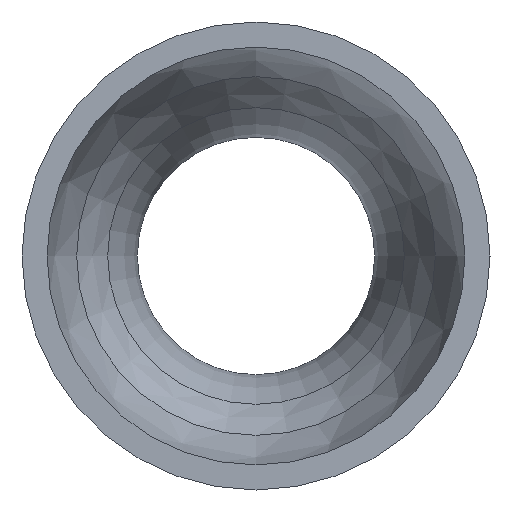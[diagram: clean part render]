
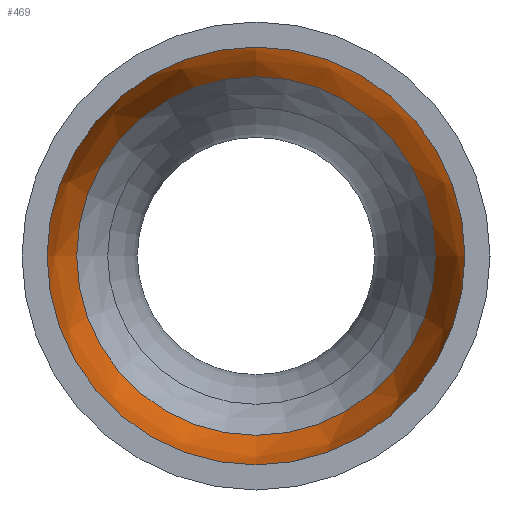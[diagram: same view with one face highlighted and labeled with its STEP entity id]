
A CAD part, left-side view. The second image highlights one B-rep face of the part: STEP entity #469.
In plain terms, the highlighted free-form (B-spline) face has degree [2, 2] with [3, 9] control points.
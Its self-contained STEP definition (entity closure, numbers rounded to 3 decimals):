
#18=(
BOUNDED_SURFACE()
B_SPLINE_SURFACE(2,2,((#922,#923,#924,#925,#926,#927,#928,#929,#930),(#931,
#932,#933,#934,#935,#936,#937,#938,#939),(#940,#941,#942,#943,#944,#945,
#946,#947,#948)),.UNSPECIFIED.,.F.,.T.,.F.)
B_SPLINE_SURFACE_WITH_KNOTS((3,3),(3,2,2,2,3),(0.,0.462),
(-3.142,-1.571,0.,1.571,3.142),
 .UNSPECIFIED.)
GEOMETRIC_REPRESENTATION_ITEM()
RATIONAL_B_SPLINE_SURFACE(((1.,0.707,1.,0.707,1.,
0.707,1.,0.707,1.),(0.973,0.688,
0.973,0.688,0.973,0.688,0.973,
0.688,0.973),(1.,0.707,1.,0.707,
1.,0.707,1.,0.707,1.)))
REPRESENTATION_ITEM('')
SURFACE()
);
#70=FACE_OUTER_BOUND('',#91,.T.);
#91=EDGE_LOOP('',(#425,#426,#427,#428,#429,#430,#431,#432));
#151=CIRCLE('',#565,10.728);
#152=CIRCLE('',#566,10.728);
#153=CIRCLE('',#567,10.728);
#154=CIRCLE('',#568,16.9);
#155=CIRCLE('',#569,12.5);
#156=CIRCLE('',#570,12.5);
#157=CIRCLE('',#571,12.5);
#208=VERTEX_POINT('',#915);
#209=VERTEX_POINT('',#917);
#210=VERTEX_POINT('',#919);
#211=VERTEX_POINT('',#949);
#212=VERTEX_POINT('',#951);
#213=VERTEX_POINT('',#953);
#282=EDGE_CURVE('',#209,#208,#151,.T.);
#283=EDGE_CURVE('',#210,#209,#152,.T.);
#284=EDGE_CURVE('',#208,#210,#153,.T.);
#285=EDGE_CURVE('',#209,#211,#154,.T.);
#286=EDGE_CURVE('',#212,#211,#155,.T.);
#287=EDGE_CURVE('',#213,#212,#156,.T.);
#288=EDGE_CURVE('',#211,#213,#157,.T.);
#425=ORIENTED_EDGE('',*,*,#283,.T.);
#426=ORIENTED_EDGE('',*,*,#285,.T.);
#427=ORIENTED_EDGE('',*,*,#286,.F.);
#428=ORIENTED_EDGE('',*,*,#287,.F.);
#429=ORIENTED_EDGE('',*,*,#288,.F.);
#430=ORIENTED_EDGE('',*,*,#285,.F.);
#431=ORIENTED_EDGE('',*,*,#282,.T.);
#432=ORIENTED_EDGE('',*,*,#284,.T.);
#469=ADVANCED_FACE('',(#70),#18,.T.);
#565=AXIS2_PLACEMENT_3D('',#918,#734,#735);
#566=AXIS2_PLACEMENT_3D('',#920,#736,#737);
#567=AXIS2_PLACEMENT_3D('',#921,#738,#739);
#568=AXIS2_PLACEMENT_3D('',#950,#740,#741);
#569=AXIS2_PLACEMENT_3D('',#952,#742,#743);
#570=AXIS2_PLACEMENT_3D('',#954,#744,#745);
#571=AXIS2_PLACEMENT_3D('',#955,#746,#747);
#734=DIRECTION('center_axis',(1.,0.,0.));
#735=DIRECTION('ref_axis',(0.,1.,0.));
#736=DIRECTION('center_axis',(1.,0.,0.));
#737=DIRECTION('ref_axis',(0.,1.,0.));
#738=DIRECTION('center_axis',(1.,0.,0.));
#739=DIRECTION('ref_axis',(0.,1.,0.));
#740=DIRECTION('center_axis',(0.,-1.,0.));
#741=DIRECTION('ref_axis',(0.,0.,1.));
#742=DIRECTION('center_axis',(1.,0.,0.));
#743=DIRECTION('ref_axis',(0.,1.,0.));
#744=DIRECTION('center_axis',(1.,0.,0.));
#745=DIRECTION('ref_axis',(0.,1.,0.));
#746=DIRECTION('center_axis',(1.,0.,0.));
#747=DIRECTION('ref_axis',(0.,1.,0.));
#915=CARTESIAN_POINT('',(34.633,-10.728,0.));
#917=CARTESIAN_POINT('',(34.633,0.,10.728));
#918=CARTESIAN_POINT('Origin',(34.633,0.,0.));
#919=CARTESIAN_POINT('',(34.633,10.728,0.));
#920=CARTESIAN_POINT('Origin',(34.633,0.,0.));
#921=CARTESIAN_POINT('Origin',(34.633,0.,0.));
#922=CARTESIAN_POINT('Ctrl Pts',(27.1,0.,12.5));
#923=CARTESIAN_POINT('Ctrl Pts',(27.1,-12.5,12.5));
#924=CARTESIAN_POINT('Ctrl Pts',(27.1,-12.5,0.));
#925=CARTESIAN_POINT('Ctrl Pts',(27.1,-12.5,-12.5));
#926=CARTESIAN_POINT('Ctrl Pts',(27.1,0.,-12.5));
#927=CARTESIAN_POINT('Ctrl Pts',(27.1,12.5,-12.5));
#928=CARTESIAN_POINT('Ctrl Pts',(27.1,12.5,0.));
#929=CARTESIAN_POINT('Ctrl Pts',(27.1,12.5,12.5));
#930=CARTESIAN_POINT('Ctrl Pts',(27.1,0.,12.5));
#931=CARTESIAN_POINT('Ctrl Pts',(31.075,0.,12.5));
#932=CARTESIAN_POINT('Ctrl Pts',(31.075,-12.5,12.5));
#933=CARTESIAN_POINT('Ctrl Pts',(31.075,-12.5,0.));
#934=CARTESIAN_POINT('Ctrl Pts',(31.075,-12.5,-12.5));
#935=CARTESIAN_POINT('Ctrl Pts',(31.075,0.,-12.5));
#936=CARTESIAN_POINT('Ctrl Pts',(31.075,12.5,-12.5));
#937=CARTESIAN_POINT('Ctrl Pts',(31.075,12.5,0.));
#938=CARTESIAN_POINT('Ctrl Pts',(31.075,12.5,12.5));
#939=CARTESIAN_POINT('Ctrl Pts',(31.075,0.,12.5));
#940=CARTESIAN_POINT('Ctrl Pts',(34.633,0.,10.728));
#941=CARTESIAN_POINT('Ctrl Pts',(34.633,-10.728,10.728));
#942=CARTESIAN_POINT('Ctrl Pts',(34.633,-10.728,0.));
#943=CARTESIAN_POINT('Ctrl Pts',(34.633,-10.728,-10.728));
#944=CARTESIAN_POINT('Ctrl Pts',(34.633,0.,-10.728));
#945=CARTESIAN_POINT('Ctrl Pts',(34.633,10.728,-10.728));
#946=CARTESIAN_POINT('Ctrl Pts',(34.633,10.728,0.));
#947=CARTESIAN_POINT('Ctrl Pts',(34.633,10.728,10.728));
#948=CARTESIAN_POINT('Ctrl Pts',(34.633,0.,10.728));
#949=CARTESIAN_POINT('',(27.1,0.,12.5));
#950=CARTESIAN_POINT('Origin',(27.1,0.,-4.4));
#951=CARTESIAN_POINT('',(27.1,12.5,0.));
#952=CARTESIAN_POINT('Origin',(27.1,0.,0.));
#953=CARTESIAN_POINT('',(27.1,-12.5,0.));
#954=CARTESIAN_POINT('Origin',(27.1,0.,0.));
#955=CARTESIAN_POINT('Origin',(27.1,0.,0.));
